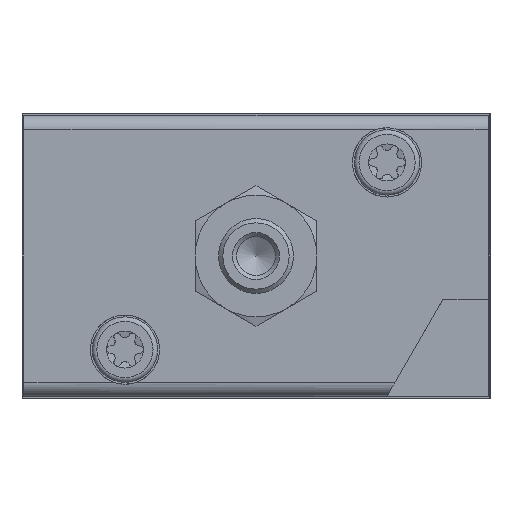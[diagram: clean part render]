
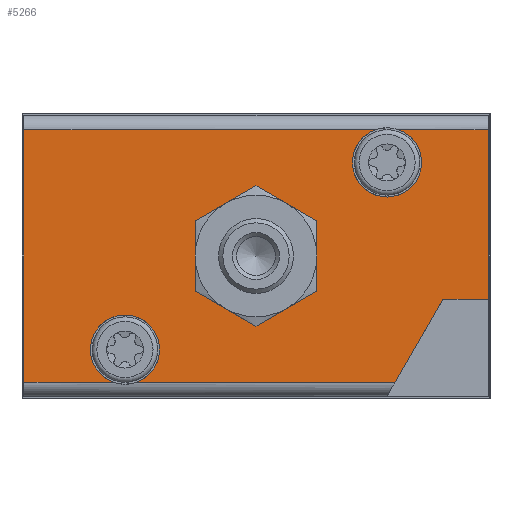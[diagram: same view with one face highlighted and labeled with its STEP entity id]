
A CAD part, left-side view. The second image highlights one B-rep face of the part: STEP entity #5266.
In plain terms, the highlighted planar face has unit normal (-1, 0, 0).
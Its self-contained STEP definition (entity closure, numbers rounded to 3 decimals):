
#28=PLANE('',#5672);
#427=LINE('',#8458,#766);
#429=LINE('',#8466,#768);
#433=LINE('',#8492,#772);
#435=LINE('',#8500,#774);
#446=LINE('',#8617,#785);
#447=LINE('',#8619,#786);
#448=LINE('',#8621,#787);
#449=LINE('',#8623,#788);
#766=VECTOR('',#6309,1000.);
#768=VECTOR('',#6315,1000.);
#772=VECTOR('',#6327,1000.);
#774=VECTOR('',#6333,1000.);
#785=VECTOR('',#6400,1000.);
#786=VECTOR('',#6401,1000.);
#787=VECTOR('',#6402,1000.);
#788=VECTOR('',#6405,1000.);
#1312=ORIENTED_EDGE('',*,*,#2866,.T.);
#1313=ORIENTED_EDGE('',*,*,#2815,.T.);
#1314=ORIENTED_EDGE('',*,*,#2867,.T.);
#1315=ORIENTED_EDGE('',*,*,#2868,.T.);
#1316=ORIENTED_EDGE('',*,*,#2869,.F.);
#1317=ORIENTED_EDGE('',*,*,#2823,.F.);
#1318=ORIENTED_EDGE('',*,*,#2870,.T.);
#1319=ORIENTED_EDGE('',*,*,#2827,.F.);
#1320=ORIENTED_EDGE('',*,*,#2871,.T.);
#1321=ORIENTED_EDGE('',*,*,#2811,.T.);
#1322=ORIENTED_EDGE('',*,*,#2872,.F.);
#1323=ORIENTED_EDGE('',*,*,#2873,.F.);
#1324=ORIENTED_EDGE('',*,*,#2874,.F.);
#1325=ORIENTED_EDGE('',*,*,#2875,.F.);
#1326=ORIENTED_EDGE('',*,*,#2876,.F.);
#1327=ORIENTED_EDGE('',*,*,#2877,.F.);
#2811=EDGE_CURVE('',#3566,#3564,#427,.T.);
#2815=EDGE_CURVE('',#3565,#3569,#429,.T.);
#2823=EDGE_CURVE('',#3576,#3578,#433,.T.);
#2827=EDGE_CURVE('',#3581,#3577,#435,.T.);
#2866=EDGE_CURVE('',#3564,#3565,#4013,.T.);
#2867=EDGE_CURVE('',#3569,#3612,#446,.T.);
#2868=EDGE_CURVE('',#3612,#3613,#447,.T.);
#2869=EDGE_CURVE('',#3578,#3613,#448,.T.);
#2870=EDGE_CURVE('',#3576,#3577,#4014,.T.);
#2871=EDGE_CURVE('',#3581,#3566,#449,.T.);
#2872=EDGE_CURVE('',#3614,#3615,#4015,.F.);
#2873=EDGE_CURVE('',#3616,#3614,#4016,.F.);
#2874=EDGE_CURVE('',#3617,#3616,#4017,.F.);
#2875=EDGE_CURVE('',#3618,#3617,#4018,.F.);
#2876=EDGE_CURVE('',#3619,#3618,#4019,.F.);
#2877=EDGE_CURVE('',#3615,#3619,#4020,.F.);
#3564=VERTEX_POINT('',#8456);
#3565=VERTEX_POINT('',#8457);
#3566=VERTEX_POINT('',#8459);
#3569=VERTEX_POINT('',#8465);
#3576=VERTEX_POINT('',#8490);
#3577=VERTEX_POINT('',#8491);
#3578=VERTEX_POINT('',#8493);
#3581=VERTEX_POINT('',#8499);
#3612=VERTEX_POINT('',#8618);
#3613=VERTEX_POINT('',#8620);
#3614=VERTEX_POINT('',#8625);
#3615=VERTEX_POINT('',#8626);
#3616=VERTEX_POINT('',#8628);
#3617=VERTEX_POINT('',#8630);
#3618=VERTEX_POINT('',#8632);
#3619=VERTEX_POINT('',#8634);
#4013=CIRCLE('',#5673,3.7);
#4014=CIRCLE('',#5674,3.7);
#4015=CIRCLE('',#5675,6.5);
#4016=CIRCLE('',#5676,6.5);
#4017=CIRCLE('',#5677,6.5);
#4018=CIRCLE('',#5678,6.5);
#4019=CIRCLE('',#5679,6.5);
#4020=CIRCLE('',#5680,6.5);
#4270=EDGE_LOOP('',(#1312,#1313,#1314,#1315,#1316,#1317,#1318,#1319,#1320,
#1321));
#4271=EDGE_LOOP('',(#1322,#1323,#1324,#1325,#1326,#1327));
#4709=FACE_BOUND('',#4270,.T.);
#4710=FACE_BOUND('',#4271,.T.);
#5266=ADVANCED_FACE('',(#4709,#4710),#28,.F.);
#5672=AXIS2_PLACEMENT_3D('',#8615,#6396,#6397);
#5673=AXIS2_PLACEMENT_3D('',#8616,#6398,#6399);
#5674=AXIS2_PLACEMENT_3D('',#8622,#6403,#6404);
#5675=AXIS2_PLACEMENT_3D('',#8624,#6406,#6407);
#5676=AXIS2_PLACEMENT_3D('',#8627,#6408,#6409);
#5677=AXIS2_PLACEMENT_3D('',#8629,#6410,#6411);
#5678=AXIS2_PLACEMENT_3D('',#8631,#6412,#6413);
#5679=AXIS2_PLACEMENT_3D('',#8633,#6414,#6415);
#5680=AXIS2_PLACEMENT_3D('',#8635,#6416,#6417);
#6309=DIRECTION('',(0.,-1.,0.));
#6315=DIRECTION('',(0.,-1.,0.));
#6327=DIRECTION('',(0.,-1.,0.));
#6333=DIRECTION('',(0.,-1.,0.));
#6396=DIRECTION('',(1.,0.,0.));
#6397=DIRECTION('',(0.,0.,-1.));
#6398=DIRECTION('',(1.,0.,0.));
#6399=DIRECTION('',(0.,0.,-1.));
#6400=DIRECTION('',(0.,-0.5,0.866));
#6401=DIRECTION('',(0.,-1.,0.));
#6402=DIRECTION('',(0.,0.,-1.));
#6403=DIRECTION('',(1.,0.,0.));
#6404=DIRECTION('',(0.,0.,-1.));
#6405=DIRECTION('',(0.,0.,-1.));
#6406=DIRECTION('',(1.,0.,0.));
#6407=DIRECTION('',(0.,0.,-1.));
#6408=DIRECTION('',(1.,0.,0.));
#6409=DIRECTION('',(0.,0.,-1.));
#6410=DIRECTION('',(1.,0.,0.));
#6411=DIRECTION('',(0.,0.,-1.));
#6412=DIRECTION('',(1.,0.,0.));
#6413=DIRECTION('',(0.,0.,-1.));
#6414=DIRECTION('',(1.,0.,0.));
#6415=DIRECTION('',(0.,0.,-1.));
#6416=DIRECTION('',(1.,0.,0.));
#6417=DIRECTION('',(0.,0.,-1.));
#8456=CARTESIAN_POINT('',(-67.,40.2,-13.5));
#8457=CARTESIAN_POINT('',(-67.,37.8,-13.5));
#8458=CARTESIAN_POINT('',(-67.,50.,-13.5));
#8459=CARTESIAN_POINT('',(-67.,49.8,-13.5));
#8465=CARTESIAN_POINT('',(-67.,10.162,-13.5));
#8466=CARTESIAN_POINT('',(-67.,50.,-13.5));
#8490=CARTESIAN_POINT('',(-67.,9.8,13.5));
#8491=CARTESIAN_POINT('',(-67.,12.2,13.5));
#8492=CARTESIAN_POINT('',(-67.,50.,13.5));
#8493=CARTESIAN_POINT('',(-67.,0.2,13.5));
#8499=CARTESIAN_POINT('',(-67.,49.8,13.5));
#8500=CARTESIAN_POINT('',(-67.,50.,13.5));
#8615=CARTESIAN_POINT('',(-67.,49.8,15.2));
#8616=CARTESIAN_POINT('',(-67.,39.,-10.));
#8617=CARTESIAN_POINT('',(-67.,11.028,-15.));
#8618=CARTESIAN_POINT('',(-67.,5.028,-4.608));
#8619=CARTESIAN_POINT('',(-67.,5.028,-4.608));
#8620=CARTESIAN_POINT('',(-67.,0.2,-4.608));
#8621=CARTESIAN_POINT('',(-67.,0.2,15.2));
#8622=CARTESIAN_POINT('',(-67.,11.,10.));
#8623=CARTESIAN_POINT('',(-67.,49.8,15.2));
#8624=CARTESIAN_POINT('',(-67.,25.,0.));
#8625=CARTESIAN_POINT('',(-67.,18.5,0.));
#8626=CARTESIAN_POINT('',(-67.,21.75,5.629));
#8627=CARTESIAN_POINT('',(-67.,25.,0.));
#8628=CARTESIAN_POINT('',(-67.,21.75,-5.629));
#8629=CARTESIAN_POINT('',(-67.,25.,0.));
#8630=CARTESIAN_POINT('',(-67.,28.25,-5.629));
#8631=CARTESIAN_POINT('',(-67.,25.,0.));
#8632=CARTESIAN_POINT('',(-67.,31.5,0.));
#8633=CARTESIAN_POINT('',(-67.,25.,0.));
#8634=CARTESIAN_POINT('',(-67.,28.25,5.629));
#8635=CARTESIAN_POINT('',(-67.,25.,0.));
